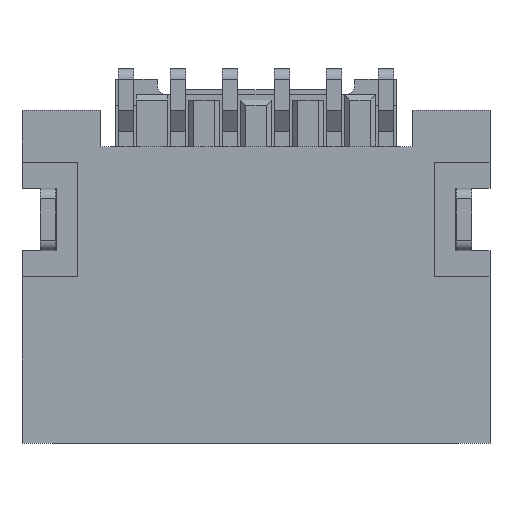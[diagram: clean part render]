
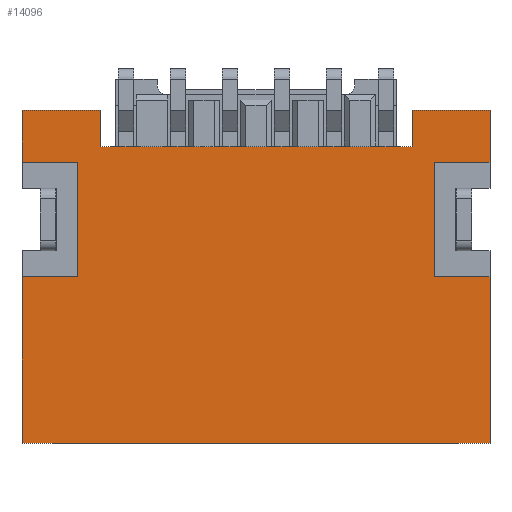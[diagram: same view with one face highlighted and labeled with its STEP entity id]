
A CAD part, front view. The second image highlights one B-rep face of the part: STEP entity #14096.
In plain terms, the highlighted planar face has unit normal (0, -1, 0).
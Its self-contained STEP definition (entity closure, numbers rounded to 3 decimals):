
#1314=DIRECTION('',(0.,0.,-1.));
#1315=VECTOR('',#1314,0.5);
#1316=CARTESIAN_POINT('',(2.25,0.,3.2));
#1317=LINE('7375',#1316,#1315);
#1318=DIRECTION('',(0.,0.,-1.));
#1319=VECTOR('',#1318,1.6);
#1320=CARTESIAN_POINT('',(2.25,0.,1.6));
#1321=LINE('7390',#1320,#1319);
#1322=DIRECTION('',(-1.,0.,0.));
#1323=VECTOR('',#1322,4.5);
#1324=CARTESIAN_POINT('',(2.25,0.,0.));
#1325=LINE('7436',#1324,#1323);
#1326=DIRECTION('',(0.,0.,1.));
#1327=VECTOR('',#1326,1.6);
#1328=CARTESIAN_POINT('',(-2.25,0.,0.));
#1329=LINE('7437',#1328,#1327);
#1338=DIRECTION('',(-1.,0.,0.));
#1339=VECTOR('',#1338,0.535);
#1340=CARTESIAN_POINT('',(-1.715,0.,1.6));
#1341=LINE('7439',#1340,#1339);
#1342=DIRECTION('',(0.,0.,-1.));
#1343=VECTOR('',#1342,1.1);
#1344=CARTESIAN_POINT('',(-1.715,0.,2.7));
#1345=LINE('7440',#1344,#1343);
#1354=DIRECTION('',(1.,0.,0.));
#1355=VECTOR('',#1354,0.535);
#1356=CARTESIAN_POINT('',(-2.25,0.,2.7));
#1357=LINE('7431',#1356,#1355);
#1378=DIRECTION('',(0.,0.,-1.));
#1379=VECTOR('',#1378,0.5);
#1380=CARTESIAN_POINT('',(-2.25,0.,3.2));
#1381=LINE('7432',#1380,#1379);
#1422=DIRECTION('',(-1.,0.,0.));
#1423=VECTOR('',#1422,0.75);
#1424=CARTESIAN_POINT('',(-1.5,0.,3.2));
#1425=LINE('7480',#1424,#1423);
#2040=DIRECTION('',(0.,0.,1.));
#2041=VECTOR('',#2040,0.35);
#2042=CARTESIAN_POINT('',(-1.5,0.,2.85));
#2043=LINE('7596',#2042,#2041);
#2382=DIRECTION('',(0.,0.,-1.));
#2383=VECTOR('',#2382,0.35);
#2384=CARTESIAN_POINT('',(1.5,0.,3.2));
#2385=LINE('7434',#2384,#2383);
#4056=DIRECTION('',(-1.,0.,0.));
#4057=VECTOR('',#4056,3.);
#4058=CARTESIAN_POINT('',(1.5,0.,2.85));
#4059=LINE('7433',#4058,#4057);
#8812=DIRECTION('',(-1.,0.,0.));
#8813=VECTOR('',#8812,0.75);
#8814=CARTESIAN_POINT('',(2.25,0.,3.2));
#8815=LINE('7580',#8814,#8813);
#9464=DIRECTION('',(1.,0.,0.));
#9465=VECTOR('',#9464,0.535);
#9466=CARTESIAN_POINT('',(1.715,0.,2.7));
#9467=LINE('7889',#9466,#9465);
#9468=DIRECTION('',(0.,0.,1.));
#9469=VECTOR('',#9468,1.1);
#9470=CARTESIAN_POINT('',(1.715,0.,1.6));
#9471=LINE('7890',#9470,#9469);
#9484=DIRECTION('',(-1.,0.,0.));
#9485=VECTOR('',#9484,0.535);
#9486=CARTESIAN_POINT('',(2.25,0.,1.6));
#9487=LINE('7435',#9486,#9485);
#9560=CARTESIAN_POINT('',(-2.25,0.,1.6));
#9561=VERTEX_POINT('',#9560);
#9692=CARTESIAN_POINT('',(2.25,0.,2.7));
#9694=VERTEX_POINT('',#9692);
#9696=CARTESIAN_POINT('',(2.25,0.,3.2));
#9697=VERTEX_POINT('',#9696);
#9716=CARTESIAN_POINT('',(2.25,0.,0.));
#9717=VERTEX_POINT('',#9716);
#9718=CARTESIAN_POINT('',(2.25,0.,1.6));
#9719=VERTEX_POINT('',#9718);
#9754=CARTESIAN_POINT('',(-2.25,0.,0.));
#9755=VERTEX_POINT('',#9754);
#9764=CARTESIAN_POINT('',(-2.25,0.,2.7));
#9765=CARTESIAN_POINT('',(-1.715,0.,2.7));
#9766=VERTEX_POINT('',#9764);
#9767=VERTEX_POINT('',#9765);
#9768=CARTESIAN_POINT('',(-2.25,0.,3.2));
#9769=VERTEX_POINT('',#9768);
#9770=CARTESIAN_POINT('',(1.5,0.,2.85));
#9771=CARTESIAN_POINT('',(-1.5,0.,2.85));
#9772=VERTEX_POINT('',#9770);
#9773=VERTEX_POINT('',#9771);
#9774=CARTESIAN_POINT('',(1.5,0.,3.2));
#9775=VERTEX_POINT('',#9774);
#9776=CARTESIAN_POINT('',(1.715,0.,1.6));
#9777=VERTEX_POINT('',#9776);
#9778=CARTESIAN_POINT('',(-1.715,0.,1.6));
#9779=VERTEX_POINT('',#9778);
#9824=CARTESIAN_POINT('',(-1.5,0.,3.2));
#9825=VERTEX_POINT('',#9824);
#10264=CARTESIAN_POINT('',(1.715,0.,2.7));
#10265=VERTEX_POINT('',#10264);
#14061=CARTESIAN_POINT('',(0.,0.,1.6));
#14062=DIRECTION('',(0.,1.,0.));
#14063=DIRECTION('',(0.,0.,-1.));
#14064=AXIS2_PLACEMENT_3D('',#14061,#14062,#14063);
#14065=PLANE('9513',#14064);
#14067=ORIENTED_EDGE('7439',*,*,#14066,.F.);
#14069=ORIENTED_EDGE('7440',*,*,#14068,.F.);
#14071=ORIENTED_EDGE('7431',*,*,#14070,.F.);
#14073=ORIENTED_EDGE('7432',*,*,#14072,.F.);
#14075=ORIENTED_EDGE('7480',*,*,#14074,.F.);
#14077=ORIENTED_EDGE('7596',*,*,#14076,.F.);
#14079=ORIENTED_EDGE('7433',*,*,#14078,.F.);
#14081=ORIENTED_EDGE('7434',*,*,#14080,.F.);
#14083=ORIENTED_EDGE('7580',*,*,#14082,.F.);
#14084=ORIENTED_EDGE('7375',*,*,#13265,.T.);
#14086=ORIENTED_EDGE('7889',*,*,#14085,.F.);
#14088=ORIENTED_EDGE('7890',*,*,#14087,.F.);
#14090=ORIENTED_EDGE('7435',*,*,#14089,.F.);
#14091=ORIENTED_EDGE('7390',*,*,#14031,.T.);
#14092=ORIENTED_EDGE('7436',*,*,#14044,.T.);
#14093=ORIENTED_EDGE('7437',*,*,#12451,.T.);
#14094=EDGE_LOOP('9513',(#14067,#14069,#14071,#14073,#14075,#14077,#14079,
#14081,#14083,#14084,#14086,#14088,#14090,#14091,#14092,#14093));
#14095=FACE_OUTER_BOUND('9513',#14094,.F.);
#12451=EDGE_CURVE('7437',#9755,#9561,#1329,.T.);
#13265=EDGE_CURVE('7375',#9697,#9694,#1317,.T.);
#14031=EDGE_CURVE('7390',#9719,#9717,#1321,.T.);
#14044=EDGE_CURVE('7436',#9717,#9755,#1325,.T.);
#14066=EDGE_CURVE('7439',#9779,#9561,#1341,.T.);
#14068=EDGE_CURVE('7440',#9767,#9779,#1345,.T.);
#14070=EDGE_CURVE('7431',#9766,#9767,#1357,.T.);
#14072=EDGE_CURVE('7432',#9769,#9766,#1381,.T.);
#14074=EDGE_CURVE('7480',#9825,#9769,#1425,.T.);
#14076=EDGE_CURVE('7596',#9773,#9825,#2043,.T.);
#14078=EDGE_CURVE('7433',#9772,#9773,#4059,.T.);
#14080=EDGE_CURVE('7434',#9775,#9772,#2385,.T.);
#14082=EDGE_CURVE('7580',#9697,#9775,#8815,.T.);
#14085=EDGE_CURVE('7889',#10265,#9694,#9467,.T.);
#14087=EDGE_CURVE('7890',#9777,#10265,#9471,.T.);
#14089=EDGE_CURVE('7435',#9719,#9777,#9487,.T.);
#14096=ADVANCED_FACE('9513',(#14095),#14065,.F.);
